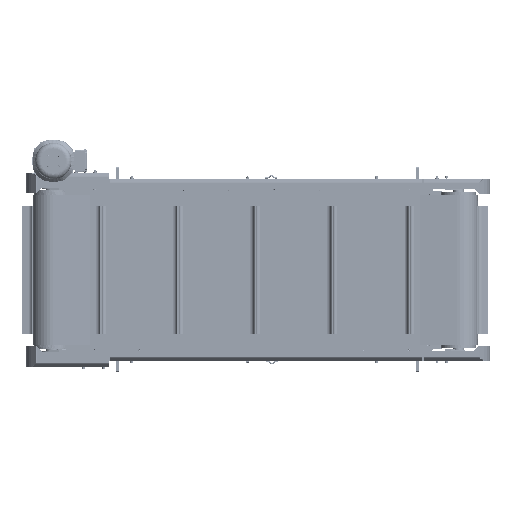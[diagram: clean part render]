
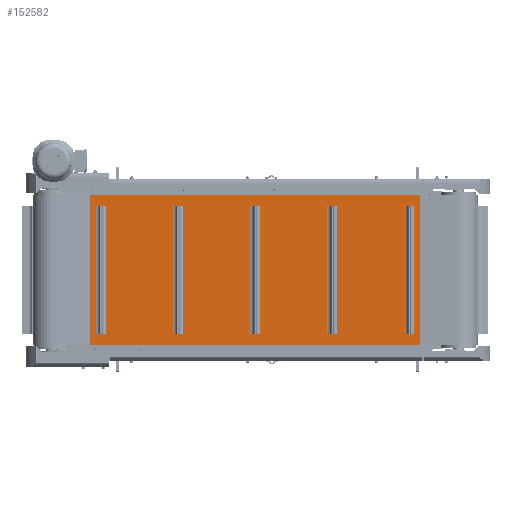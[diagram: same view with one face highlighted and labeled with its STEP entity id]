
A CAD part, left-side view. The second image highlights one B-rep face of the part: STEP entity #152582.
In plain terms, the highlighted planar face has unit normal (-1, 0, 0).
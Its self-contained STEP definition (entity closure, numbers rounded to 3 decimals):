
#5264=FACE_BOUND('',#23384,.T.);
#5265=FACE_BOUND('',#23385,.T.);
#5266=FACE_BOUND('',#23386,.T.);
#5267=FACE_BOUND('',#23387,.T.);
#5268=FACE_BOUND('',#23388,.T.);
#8236=PLANE('',#163701);
#14598=FACE_OUTER_BOUND('',#23383,.T.);
#23383=EDGE_LOOP('',(#114681,#114682,#114683,#114684));
#23384=EDGE_LOOP('',(#114685,#114686,#114687,#114688));
#23385=EDGE_LOOP('',(#114689,#114690,#114691,#114692));
#23386=EDGE_LOOP('',(#114693,#114694,#114695,#114696));
#23387=EDGE_LOOP('',(#114697,#114698,#114699,#114700));
#23388=EDGE_LOOP('',(#114701,#114702,#114703,#114704));
#30927=LINE('',#222238,#44098);
#34560=LINE('',#239284,#47731);
#34561=LINE('',#239286,#47732);
#34562=LINE('',#239287,#47733);
#34563=LINE('',#239290,#47734);
#34564=LINE('',#239292,#47735);
#34565=LINE('',#239294,#47736);
#34566=LINE('',#239295,#47737);
#34567=LINE('',#239298,#47738);
#34568=LINE('',#239300,#47739);
#34569=LINE('',#239302,#47740);
#34570=LINE('',#239303,#47741);
#34571=LINE('',#239306,#47742);
#34572=LINE('',#239308,#47743);
#34573=LINE('',#239310,#47744);
#34574=LINE('',#239311,#47745);
#34575=LINE('',#239314,#47746);
#34576=LINE('',#239316,#47747);
#34577=LINE('',#239318,#47748);
#34578=LINE('',#239319,#47749);
#34579=LINE('',#239322,#47750);
#34580=LINE('',#239324,#47751);
#34581=LINE('',#239326,#47752);
#34582=LINE('',#239327,#47753);
#44098=VECTOR('',#177939,10.);
#47731=VECTOR('',#189098,10.);
#47732=VECTOR('',#189099,10.);
#47733=VECTOR('',#189100,10.);
#47734=VECTOR('',#189101,10.);
#47735=VECTOR('',#189102,10.);
#47736=VECTOR('',#189103,10.);
#47737=VECTOR('',#189104,10.);
#47738=VECTOR('',#189105,10.);
#47739=VECTOR('',#189106,10.);
#47740=VECTOR('',#189107,10.);
#47741=VECTOR('',#189108,10.);
#47742=VECTOR('',#189109,10.);
#47743=VECTOR('',#189110,10.);
#47744=VECTOR('',#189111,10.);
#47745=VECTOR('',#189112,10.);
#47746=VECTOR('',#189113,10.);
#47747=VECTOR('',#189114,10.);
#47748=VECTOR('',#189115,10.);
#47749=VECTOR('',#189116,10.);
#47750=VECTOR('',#189117,10.);
#47751=VECTOR('',#189118,10.);
#47752=VECTOR('',#189119,10.);
#47753=VECTOR('',#189120,10.);
#62915=VERTEX_POINT('',#222236);
#62916=VERTEX_POINT('',#222237);
#66779=VERTEX_POINT('',#239283);
#66780=VERTEX_POINT('',#239285);
#66781=VERTEX_POINT('',#239288);
#66782=VERTEX_POINT('',#239289);
#66783=VERTEX_POINT('',#239291);
#66784=VERTEX_POINT('',#239293);
#66785=VERTEX_POINT('',#239296);
#66786=VERTEX_POINT('',#239297);
#66787=VERTEX_POINT('',#239299);
#66788=VERTEX_POINT('',#239301);
#66789=VERTEX_POINT('',#239304);
#66790=VERTEX_POINT('',#239305);
#66791=VERTEX_POINT('',#239307);
#66792=VERTEX_POINT('',#239309);
#66793=VERTEX_POINT('',#239312);
#66794=VERTEX_POINT('',#239313);
#66795=VERTEX_POINT('',#239315);
#66796=VERTEX_POINT('',#239317);
#66797=VERTEX_POINT('',#239320);
#66798=VERTEX_POINT('',#239321);
#66799=VERTEX_POINT('',#239323);
#66800=VERTEX_POINT('',#239325);
#78079=EDGE_CURVE('',#62915,#62916,#30927,.T.);
#84024=EDGE_CURVE('',#66779,#62916,#34560,.T.);
#84025=EDGE_CURVE('',#62915,#66780,#34561,.T.);
#84026=EDGE_CURVE('',#66779,#66780,#34562,.T.);
#84027=EDGE_CURVE('',#66781,#66782,#34563,.T.);
#84028=EDGE_CURVE('',#66782,#66783,#34564,.T.);
#84029=EDGE_CURVE('',#66783,#66784,#34565,.T.);
#84030=EDGE_CURVE('',#66784,#66781,#34566,.T.);
#84031=EDGE_CURVE('',#66785,#66786,#34567,.T.);
#84032=EDGE_CURVE('',#66786,#66787,#34568,.T.);
#84033=EDGE_CURVE('',#66787,#66788,#34569,.T.);
#84034=EDGE_CURVE('',#66788,#66785,#34570,.T.);
#84035=EDGE_CURVE('',#66789,#66790,#34571,.T.);
#84036=EDGE_CURVE('',#66790,#66791,#34572,.T.);
#84037=EDGE_CURVE('',#66791,#66792,#34573,.T.);
#84038=EDGE_CURVE('',#66792,#66789,#34574,.T.);
#84039=EDGE_CURVE('',#66793,#66794,#34575,.T.);
#84040=EDGE_CURVE('',#66794,#66795,#34576,.T.);
#84041=EDGE_CURVE('',#66795,#66796,#34577,.T.);
#84042=EDGE_CURVE('',#66796,#66793,#34578,.T.);
#84043=EDGE_CURVE('',#66797,#66798,#34579,.T.);
#84044=EDGE_CURVE('',#66798,#66799,#34580,.T.);
#84045=EDGE_CURVE('',#66799,#66800,#34581,.T.);
#84046=EDGE_CURVE('',#66800,#66797,#34582,.T.);
#114681=ORIENTED_EDGE('',*,*,#84024,.T.);
#114682=ORIENTED_EDGE('',*,*,#78079,.F.);
#114683=ORIENTED_EDGE('',*,*,#84025,.T.);
#114684=ORIENTED_EDGE('',*,*,#84026,.F.);
#114685=ORIENTED_EDGE('',*,*,#84027,.T.);
#114686=ORIENTED_EDGE('',*,*,#84028,.T.);
#114687=ORIENTED_EDGE('',*,*,#84029,.T.);
#114688=ORIENTED_EDGE('',*,*,#84030,.T.);
#114689=ORIENTED_EDGE('',*,*,#84031,.T.);
#114690=ORIENTED_EDGE('',*,*,#84032,.T.);
#114691=ORIENTED_EDGE('',*,*,#84033,.T.);
#114692=ORIENTED_EDGE('',*,*,#84034,.T.);
#114693=ORIENTED_EDGE('',*,*,#84035,.T.);
#114694=ORIENTED_EDGE('',*,*,#84036,.T.);
#114695=ORIENTED_EDGE('',*,*,#84037,.T.);
#114696=ORIENTED_EDGE('',*,*,#84038,.T.);
#114697=ORIENTED_EDGE('',*,*,#84039,.T.);
#114698=ORIENTED_EDGE('',*,*,#84040,.T.);
#114699=ORIENTED_EDGE('',*,*,#84041,.T.);
#114700=ORIENTED_EDGE('',*,*,#84042,.T.);
#114701=ORIENTED_EDGE('',*,*,#84043,.T.);
#114702=ORIENTED_EDGE('',*,*,#84044,.T.);
#114703=ORIENTED_EDGE('',*,*,#84045,.T.);
#114704=ORIENTED_EDGE('',*,*,#84046,.T.);
#152582=ADVANCED_FACE('',(#14598,#5264,#5265,#5266,#5267,#5268),#8236,.T.);
#163701=AXIS2_PLACEMENT_3D('',#239282,#189096,#189097);
#177939=DIRECTION('',(0.,-1.,0.));
#189096=DIRECTION('center_axis',(-1.,0.,0.));
#189097=DIRECTION('ref_axis',(0.,-1.,0.));
#189098=DIRECTION('',(0.,0.,1.));
#189099=DIRECTION('',(0.,0.,-1.));
#189100=DIRECTION('',(0.,1.,0.));
#189101=DIRECTION('',(0.,1.,0.));
#189102=DIRECTION('',(0.,0.,1.));
#189103=DIRECTION('',(0.,-1.,0.));
#189104=DIRECTION('',(0.,0.,-1.));
#189105=DIRECTION('',(0.,1.,0.));
#189106=DIRECTION('',(0.,0.,1.));
#189107=DIRECTION('',(0.,-1.,0.));
#189108=DIRECTION('',(0.,0.,-1.));
#189109=DIRECTION('',(0.,1.,0.));
#189110=DIRECTION('',(0.,0.,1.));
#189111=DIRECTION('',(0.,-1.,0.));
#189112=DIRECTION('',(0.,0.,-1.));
#189113=DIRECTION('',(0.,1.,0.));
#189114=DIRECTION('',(0.,0.,1.));
#189115=DIRECTION('',(0.,-1.,0.));
#189116=DIRECTION('',(0.,0.,-1.));
#189117=DIRECTION('',(0.,1.,0.));
#189118=DIRECTION('',(0.,0.,1.));
#189119=DIRECTION('',(0.,-1.,0.));
#189120=DIRECTION('',(0.,0.,-1.));
#222236=CARTESIAN_POINT('',(-157.35,742.101,350.));
#222237=CARTESIAN_POINT('',(-157.35,-800.901,350.));
#222238=CARTESIAN_POINT('',(-157.35,742.101,350.));
#239282=CARTESIAN_POINT('Origin',(-157.35,742.101,0.));
#239283=CARTESIAN_POINT('',(-157.35,-800.901,-350.));
#239284=CARTESIAN_POINT('',(-157.35,-800.901,0.));
#239285=CARTESIAN_POINT('',(-157.35,742.101,-350.));
#239286=CARTESIAN_POINT('',(-157.35,742.101,0.));
#239287=CARTESIAN_POINT('',(-157.35,742.101,-350.));
#239288=CARTESIAN_POINT('',(-157.35,-772.574,-300.));
#239289=CARTESIAN_POINT('',(-157.35,-728.574,-300.));
#239290=CARTESIAN_POINT('',(-157.35,-4.237,-300.));
#239291=CARTESIAN_POINT('',(-157.35,-728.574,300.));
#239292=CARTESIAN_POINT('',(-157.35,-728.574,0.));
#239293=CARTESIAN_POINT('',(-157.35,-772.574,300.));
#239294=CARTESIAN_POINT('',(-157.35,-4.237,300.));
#239295=CARTESIAN_POINT('',(-157.35,-772.574,0.));
#239296=CARTESIAN_POINT('',(-157.35,-411.991,-300.));
#239297=CARTESIAN_POINT('',(-157.35,-367.991,-300.));
#239298=CARTESIAN_POINT('',(-157.35,176.055,-300.));
#239299=CARTESIAN_POINT('',(-157.35,-367.991,300.));
#239300=CARTESIAN_POINT('',(-157.35,-367.991,0.));
#239301=CARTESIAN_POINT('',(-157.35,-411.991,300.));
#239302=CARTESIAN_POINT('',(-157.35,176.055,300.));
#239303=CARTESIAN_POINT('',(-157.35,-411.991,0.));
#239304=CARTESIAN_POINT('',(-157.35,-51.408,-300.));
#239305=CARTESIAN_POINT('',(-157.35,-7.408,-300.));
#239306=CARTESIAN_POINT('',(-157.35,356.346,-300.));
#239307=CARTESIAN_POINT('',(-157.35,-7.408,300.));
#239308=CARTESIAN_POINT('',(-157.35,-7.408,0.));
#239309=CARTESIAN_POINT('',(-157.35,-51.408,300.));
#239310=CARTESIAN_POINT('',(-157.35,356.346,300.));
#239311=CARTESIAN_POINT('',(-157.35,-51.408,0.));
#239312=CARTESIAN_POINT('',(-157.35,309.175,-300.));
#239313=CARTESIAN_POINT('',(-157.35,353.175,-300.));
#239314=CARTESIAN_POINT('',(-157.35,536.638,-300.));
#239315=CARTESIAN_POINT('',(-157.35,353.175,300.));
#239316=CARTESIAN_POINT('',(-157.35,353.175,0.));
#239317=CARTESIAN_POINT('',(-157.35,309.175,300.));
#239318=CARTESIAN_POINT('',(-157.35,536.638,300.));
#239319=CARTESIAN_POINT('',(-157.35,309.175,0.));
#239320=CARTESIAN_POINT('',(-157.35,669.758,-300.));
#239321=CARTESIAN_POINT('',(-157.35,713.758,-300.));
#239322=CARTESIAN_POINT('',(-157.35,716.929,-300.));
#239323=CARTESIAN_POINT('',(-157.35,713.758,300.));
#239324=CARTESIAN_POINT('',(-157.35,713.758,0.));
#239325=CARTESIAN_POINT('',(-157.35,669.758,300.));
#239326=CARTESIAN_POINT('',(-157.35,716.929,300.));
#239327=CARTESIAN_POINT('',(-157.35,669.758,0.));
